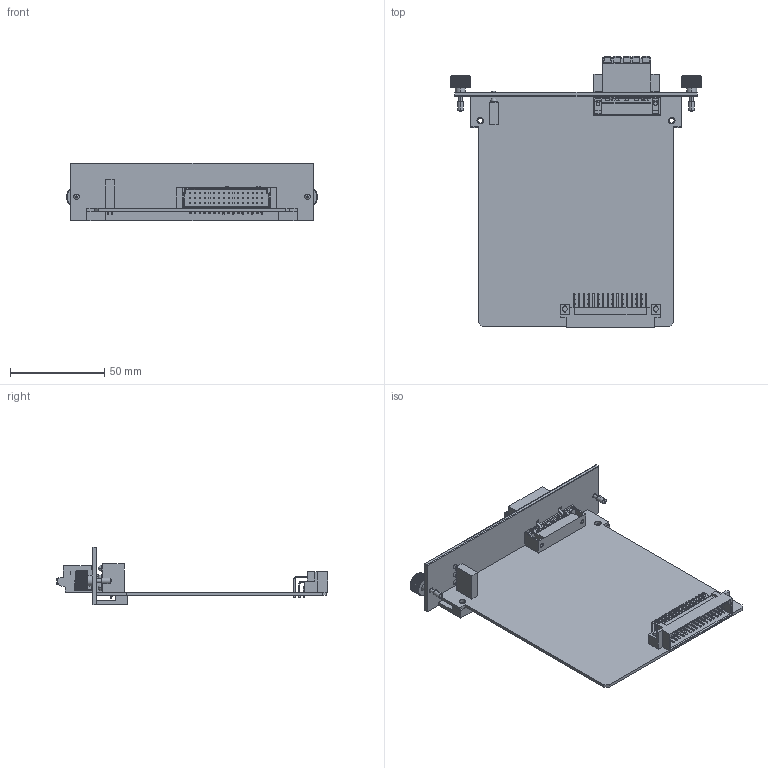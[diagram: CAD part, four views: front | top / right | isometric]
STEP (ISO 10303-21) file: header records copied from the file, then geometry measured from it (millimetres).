
FILE_DESCRIPTION (( 'STEP AP203' ), '1' );
FILE_NAME ('I-9120_20231220.STEP', '2023-12-20T01:08:39', ( 'Windows 使用者' ), ( '' ), 'SwSTEP 2.0', 'SolidWorks 2020', '' );
FILE_SCHEMA (( 'CONFIG_CONTROL_DESIGN' ));
Length unit declared in the file: millimetre
Products named in the file (10): LED x 3_90D; LED導光柱_圓頂; I-9120_20231220; PCB_3U; HI_BLF 5_08HC_05_180F SN OR BX_90; HI_BLF 5_08HC_05_180F SN OR BX 1013150000; M3手轉; HI_SL 5_08HC_05_90F 3_2SN OR BX 1148810000; XP-9K_5 pin Power_面板_3U_鋁擠; Molex-48pin-90D
Assembly tree (12 placements, depth 3):
  I-9120_20231220
    PCB_3U
    M3手轉  x2
    Molex-48pin-90D
    XP-9K_5 pin Power_面板_3U_鋁擠
    LED導光柱_圓頂  x3
    HI_BLF 5_08HC_05_180F SN OR BX_90
      HI_SL 5_08HC_05_90F 3_2SN OR BX 1148810000
      HI_BLF 5_08HC_05_180F SN OR BX 1013150000
    LED x 3_90D
Bounding box: 133.05 x 144.08 x 30.3 mm (x, y, z)
Volume: 42021.5 mm3; surface area: 50233.8 mm2
Topology: 11 solids, 11 shells, 2540 faces, 6617 edges, 4246 vertices
Faces by surface type: plane 1884, cylinder 562, cone 50, torus 16, bspline 16, sphere 12
Entity records: 71720 total; most frequent: CARTESIAN_POINT 13864, ORIENTED_EDGE 11902, DIRECTION 11627, EDGE_CURVE 5951, LINE 4263, VECTOR 4263, VERTEX_POINT 3806, AXIS2_PLACEMENT_3D 3682
